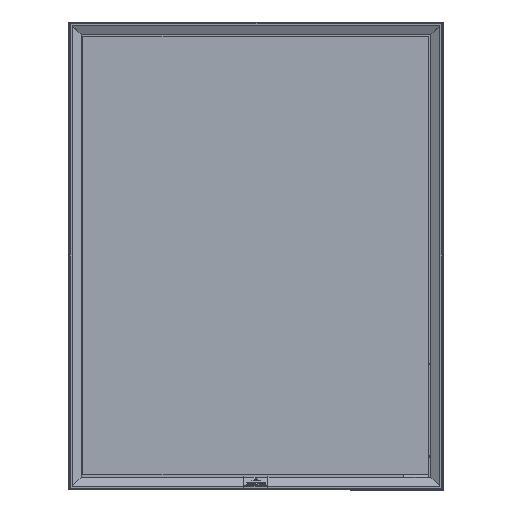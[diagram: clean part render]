
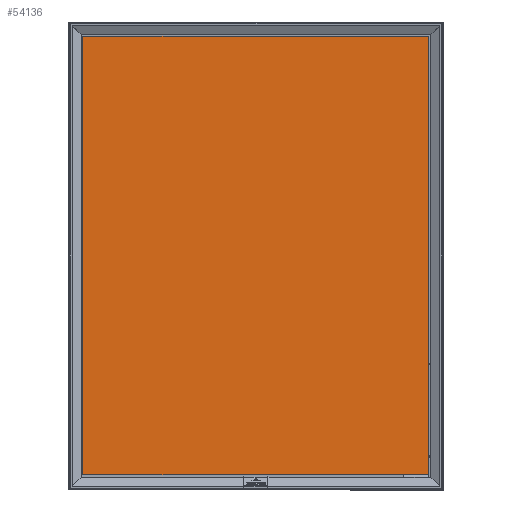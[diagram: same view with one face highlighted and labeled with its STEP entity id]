
A CAD part, front view. The second image highlights one B-rep face of the part: STEP entity #54136.
In plain terms, the highlighted planar face has unit normal (0, -1, 0).
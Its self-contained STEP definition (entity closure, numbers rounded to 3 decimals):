
#5626=FACE_OUTER_BOUND('',#8667,.T.);
#8667=EDGE_LOOP('',(#48862,#48863,#48864,#48865));
#13591=LINE('',#92618,#18692);
#13595=LINE('',#92627,#18696);
#13600=LINE('',#92635,#18701);
#13602=LINE('',#92639,#18703);
#18692=VECTOR('',#75397,554.);
#18696=VECTOR('',#75403,554.);
#18701=VECTOR('',#75410,703.);
#18703=VECTOR('',#75416,703.);
#25647=VERTEX_POINT('',#92616);
#25648=VERTEX_POINT('',#92617);
#25651=VERTEX_POINT('',#92625);
#25652=VERTEX_POINT('',#92626);
#33445=EDGE_CURVE('',#25647,#25648,#13591,.T.);
#33449=EDGE_CURVE('',#25651,#25652,#13595,.T.);
#33454=EDGE_CURVE('',#25647,#25652,#13600,.T.);
#33456=EDGE_CURVE('',#25648,#25651,#13602,.T.);
#48862=ORIENTED_EDGE('',*,*,#33454,.F.);
#48863=ORIENTED_EDGE('',*,*,#33445,.T.);
#48864=ORIENTED_EDGE('',*,*,#33456,.T.);
#48865=ORIENTED_EDGE('',*,*,#33449,.T.);
#51341=PLANE('',#59677);
#54136=ADVANCED_FACE('',(#5626),#51341,.T.);
#59677=AXIS2_PLACEMENT_3D('',#92640,#75417,#75418);
#75397=DIRECTION('',(1.,0.,0.));
#75403=DIRECTION('',(-1.,0.,0.));
#75410=DIRECTION('',(0.,0.,1.));
#75416=DIRECTION('',(0.,0.,1.));
#75417=DIRECTION('center_axis',(0.,-1.,0.));
#75418=DIRECTION('ref_axis',(0.,0.,-1.));
#92616=CARTESIAN_POINT('',(22.5,8.,24.5));
#92617=CARTESIAN_POINT('',(576.5,8.,24.5));
#92618=CARTESIAN_POINT('',(299.5,8.,24.5));
#92625=CARTESIAN_POINT('',(576.5,8.,727.5));
#92626=CARTESIAN_POINT('',(22.5,8.,727.5));
#92627=CARTESIAN_POINT('',(299.5,8.,727.5));
#92635=CARTESIAN_POINT('',(22.5,8.,375.5));
#92639=CARTESIAN_POINT('',(576.5,8.,375.5));
#92640=CARTESIAN_POINT('Origin',(299.5,8.,375.5));
